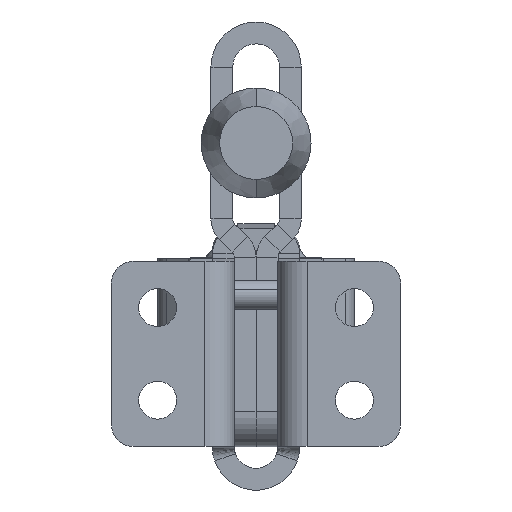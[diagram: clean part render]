
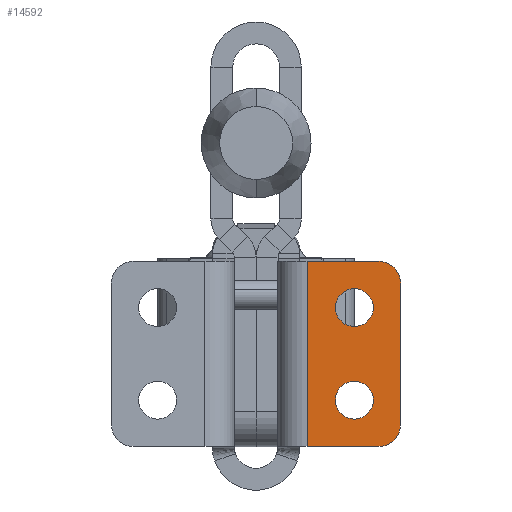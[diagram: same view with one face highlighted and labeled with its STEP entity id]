
A CAD part, front view. The second image highlights one B-rep face of the part: STEP entity #14592.
In plain terms, the highlighted planar face has unit normal (0, -1, 0).
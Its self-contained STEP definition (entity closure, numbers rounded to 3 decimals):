
#498 = EDGE_LOOP ( 'NONE', ( #1591, #1589, #1587, #1585, #1583, #1581 ) ) ;
#500 = EDGE_LOOP ( 'NONE', ( #1595, #1593 ) ) ;
#510 = EDGE_LOOP ( 'NONE', ( #1599, #1597 ) ) ;
#1581 = ORIENTED_EDGE ( 'NONE', *, *, #7962, .T. ) ;
#1583 = ORIENTED_EDGE ( 'NONE', *, *, #7963, .T. ) ;
#1585 = ORIENTED_EDGE ( 'NONE', *, *, #7970, .F. ) ;
#1587 = ORIENTED_EDGE ( 'NONE', *, *, #7964, .T. ) ;
#1589 = ORIENTED_EDGE ( 'NONE', *, *, #7965, .T. ) ;
#1591 = ORIENTED_EDGE ( 'NONE', *, *, #7966, .T. ) ;
#1593 = ORIENTED_EDGE ( 'NONE', *, *, #7967, .F. ) ;
#1595 = ORIENTED_EDGE ( 'NONE', *, *, #9692, .F. ) ;
#1597 = ORIENTED_EDGE ( 'NONE', *, *, #7968, .F. ) ;
#1599 = ORIENTED_EDGE ( 'NONE', *, *, #9700, .F. ) ;
#7962 = EDGE_CURVE ( 'NONE', #17252, #17362, #16035, .T. ) ;
#7963 = EDGE_CURVE ( 'NONE', #16963, #17252, #16036, .T. ) ;
#7964 = EDGE_CURVE ( 'NONE', #17313, #24444, #16038, .T. ) ;
#7965 = EDGE_CURVE ( 'NONE', #17214, #17313, #16040, .T. ) ;
#7966 = EDGE_CURVE ( 'NONE', #17362, #17214, #16042, .T. ) ;
#7967 = EDGE_CURVE ( 'NONE', #17417, #8297, #16043, .T. ) ;
#7968 = EDGE_CURVE ( 'NONE', #8287, #8286, #16037, .T. ) ;
#7970 = EDGE_CURVE ( 'NONE', #16963, #24444, #16046, .T. ) ;
#8286 = VERTEX_POINT ( 'NONE', #17474 ) ;
#8287 = VERTEX_POINT ( 'NONE', #17475 ) ;
#8297 = VERTEX_POINT ( 'NONE', #17485 ) ;
#9692 = EDGE_CURVE ( 'NONE', #8297, #17417, #16539, .T. ) ;
#9700 = EDGE_CURVE ( 'NONE', #8286, #8287, #16547, .T. ) ;
#10493 = AXIS2_PLACEMENT_3D ( 'NONE', #28197, #28198, #28199 ) ;
#10495 = AXIS2_PLACEMENT_3D ( 'NONE', #28202, #28203, #28204 ) ;
#10498 = AXIS2_PLACEMENT_3D ( 'NONE', #28206, #28207, #28208 ) ;
#10500 = AXIS2_PLACEMENT_3D ( 'NONE', #28211, #28212, #28213 ) ;
#10648 = AXIS2_PLACEMENT_3D ( 'NONE', #26715, #26716, #26717 ) ;
#10652 = AXIS2_PLACEMENT_3D ( 'NONE', #26723, #26724, #26725 ) ;
#11207 = CARTESIAN_POINT ( 'NONE',  ( 7., -3., 0. ) ) ;
#11455 = CARTESIAN_POINT ( 'NONE',  ( 19.85, -3., 22.4 ) ) ;
#11492 = CARTESIAN_POINT ( 'NONE',  ( 16.85, -3., 0. ) ) ;
#11553 = CARTESIAN_POINT ( 'NONE',  ( 16.85, -3., 25.4 ) ) ;
#11602 = CARTESIAN_POINT ( 'NONE',  ( 19.85, -3., 3. ) ) ;
#11657 = CARTESIAN_POINT ( 'NONE',  ( 16.1, -3., 19.05 ) ) ;
#12589 = FACE_BOUND ( 'NONE', #510, .T. ) ;
#12592 = FACE_OUTER_BOUND ( 'NONE', #498, .T. ) ;
#12596 = FACE_BOUND ( 'NONE', #500, .T. ) ;
#13718 = AXIS2_PLACEMENT_3D ( 'NONE', #27933, #27931, #27936 ) ;
#14592 = ADVANCED_FACE ( 'NONE', ( #12589, #12596, #12592 ), #27934, .F. ) ;
#16035 = CIRCLE ( 'NONE', #10493, 3. ) ;
#16036 = LINE ( 'NONE', #28196, #16039 ) ;
#16037 = CIRCLE ( 'NONE', #10500, 2.6 ) ;
#16038 = LINE ( 'NONE', #28200, #16041 ) ;
#16039 = VECTOR ( 'NONE', #28184, 1000. ) ;
#16040 = CIRCLE ( 'NONE', #10495, 3. ) ;
#16041 = VECTOR ( 'NONE', #28201, 1000. ) ;
#16042 = LINE ( 'NONE', #28188, #16044 ) ;
#16043 = CIRCLE ( 'NONE', #10498, 2.6 ) ;
#16044 = VECTOR ( 'NONE', #28195, 1000. ) ;
#16046 = LINE ( 'NONE', #28209, #16050 ) ;
#16050 = VECTOR ( 'NONE', #28214, 1000. ) ;
#16539 = CIRCLE ( 'NONE', #10648, 2.6 ) ;
#16547 = CIRCLE ( 'NONE', #10652, 2.6 ) ;
#16963 = VERTEX_POINT ( 'NONE', #11207 ) ;
#17214 = VERTEX_POINT ( 'NONE', #11455 ) ;
#17252 = VERTEX_POINT ( 'NONE', #11492 ) ;
#17313 = VERTEX_POINT ( 'NONE', #11553 ) ;
#17362 = VERTEX_POINT ( 'NONE', #11602 ) ;
#17417 = VERTEX_POINT ( 'NONE', #11657 ) ;
#17474 = CARTESIAN_POINT ( 'NONE',  ( 10.9, -3., 6.35 ) ) ;
#17475 = CARTESIAN_POINT ( 'NONE',  ( 16.1, -3., 6.35 ) ) ;
#17485 = CARTESIAN_POINT ( 'NONE',  ( 10.9, -3., 19.05 ) ) ;
#22613 = CARTESIAN_POINT ( 'NONE',  ( 7., -3., 25.4 ) ) ;
#24444 = VERTEX_POINT ( 'NONE', #22613 ) ;
#26715 = CARTESIAN_POINT ( 'NONE',  ( 13.5, -3., 19.05 ) ) ;
#26716 = DIRECTION ( 'NONE',  ( 0., -1., 0. ) ) ;
#26717 = DIRECTION ( 'NONE',  ( 1., 0., 0. ) ) ;
#26723 = CARTESIAN_POINT ( 'NONE',  ( 13.5, -3., 6.35 ) ) ;
#26724 = DIRECTION ( 'NONE',  ( 0., -1., 0. ) ) ;
#26725 = DIRECTION ( 'NONE',  ( 1., 0., 0. ) ) ;
#27931 = DIRECTION ( 'NONE',  ( 0., 1., 0. ) ) ;
#27933 = CARTESIAN_POINT ( 'NONE',  ( 0., -3., 0. ) ) ;
#27934 = PLANE ( 'NONE',  #13718 ) ;
#27936 = DIRECTION ( 'NONE',  ( -1., 0., 0. ) ) ;
#28184 = DIRECTION ( 'NONE',  ( 1., 0., 0. ) ) ;
#28188 = CARTESIAN_POINT ( 'NONE',  ( 19.85, -3., 25.4 ) ) ;
#28195 = DIRECTION ( 'NONE',  ( 0., 0., 1. ) ) ;
#28196 = CARTESIAN_POINT ( 'NONE',  ( 19.85, -3., 0. ) ) ;
#28197 = CARTESIAN_POINT ( 'NONE',  ( 16.85, -3., 3. ) ) ;
#28198 = DIRECTION ( 'NONE',  ( 0., -1., 0. ) ) ;
#28199 = DIRECTION ( 'NONE',  ( -1., 0., 0. ) ) ;
#28200 = CARTESIAN_POINT ( 'NONE',  ( 6., -3., 25.4 ) ) ;
#28201 = DIRECTION ( 'NONE',  ( -1., 0., 0. ) ) ;
#28202 = CARTESIAN_POINT ( 'NONE',  ( 16.85, -3., 22.4 ) ) ;
#28203 = DIRECTION ( 'NONE',  ( 0., -1., 0. ) ) ;
#28204 = DIRECTION ( 'NONE',  ( -1., 0., 0. ) ) ;
#28206 = CARTESIAN_POINT ( 'NONE',  ( 13.5, -3., 19.05 ) ) ;
#28207 = DIRECTION ( 'NONE',  ( 0., -1., 0. ) ) ;
#28208 = DIRECTION ( 'NONE',  ( 1., 0., 0. ) ) ;
#28209 = CARTESIAN_POINT ( 'NONE',  ( 7., -3., 0. ) ) ;
#28211 = CARTESIAN_POINT ( 'NONE',  ( 13.5, -3., 6.35 ) ) ;
#28212 = DIRECTION ( 'NONE',  ( 0., -1., 0. ) ) ;
#28213 = DIRECTION ( 'NONE',  ( 1., 0., 0. ) ) ;
#28214 = DIRECTION ( 'NONE',  ( 0., 0., 1. ) ) ;
